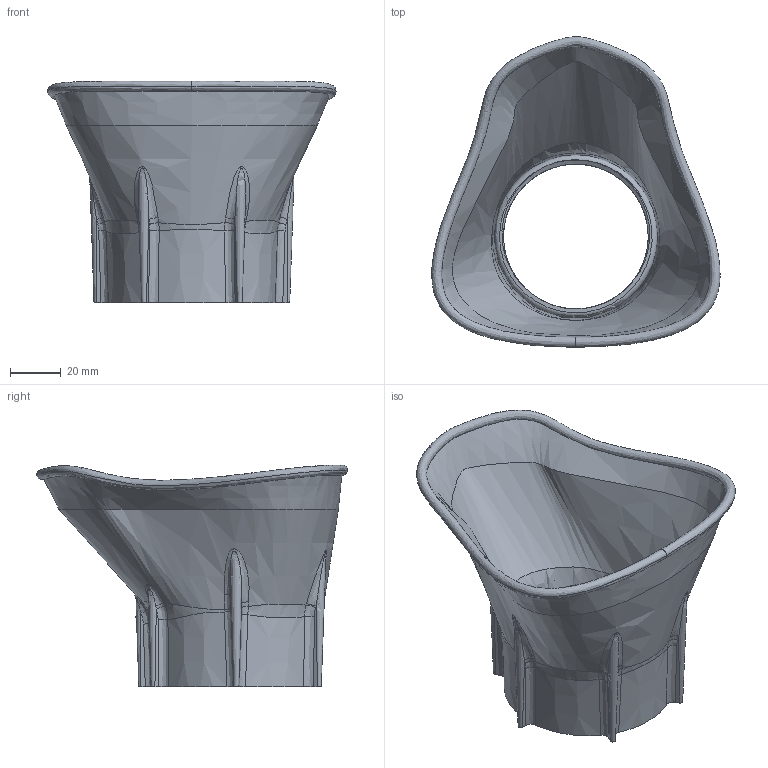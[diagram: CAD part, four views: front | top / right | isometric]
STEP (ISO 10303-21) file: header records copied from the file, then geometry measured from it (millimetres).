
FILE_DESCRIPTION(/* description */ (''),/* implementation_level */ '2;1');
FILE_NAME(/* name */ 'IM Size 9 Mask-Lip.step',/* time_stamp */ '2020-03-20T19:05:05-04:00',/* author */ (''),/* organization */ (''),/* preprocessor_version */ 'ST-DEVELOPER v18',/* originating_system */ 'Autodesk Translation Framework v8.12.0.6',/* authorisation */ '');
FILE_SCHEMA (('AUTOMOTIVE_DESIGN { 1 0 10303 214 3 1 1 }'));
Length unit declared in the file: millimetre
Products named in the file (1): Mask
Bounding box: 113.37 x 122.28 x 87.34 mm (x, y, z)
Volume: 51424.8 mm3; surface area: 59364.2 mm2
Topology: 1 solids, 1 shells, 114 faces, 305 edges, 192 vertices
Faces by surface type: bspline 67, plane 16, cylinder 15, cone 15, torus 1
Full cylindrical faces by diameter (mm): 57.002 x5, 60.356 x5, 64.069 x1
Entity records: 10982 total; most frequent: CARTESIAN_POINT 8642, ORIENTED_EDGE 610, EDGE_CURVE 305, DIRECTION 274, B_SPLINE_CURVE_WITH_KNOTS 194, VERTEX_POINT 192, EDGE_LOOP 115, AXIS2_PLACEMENT_3D 115
